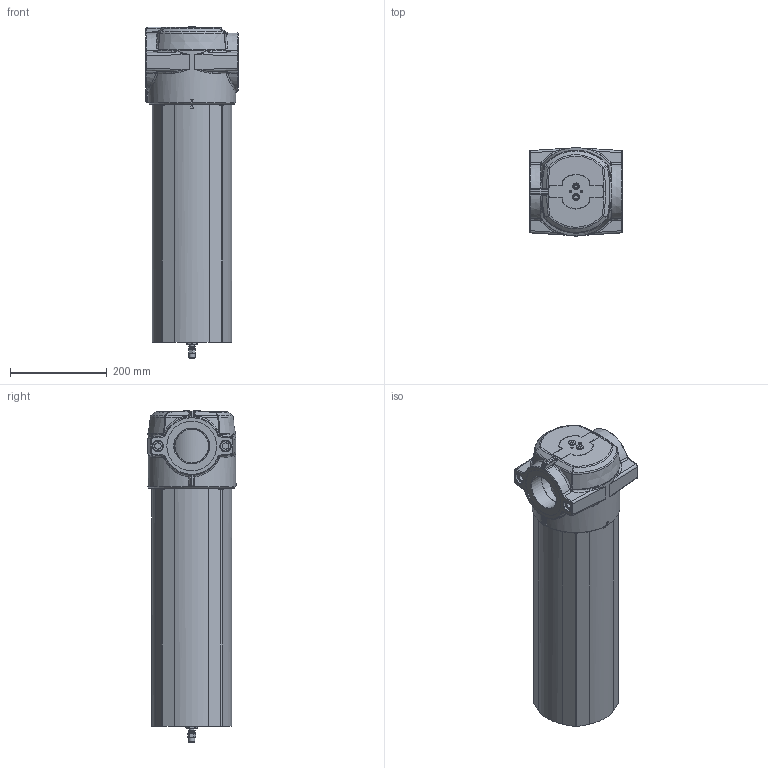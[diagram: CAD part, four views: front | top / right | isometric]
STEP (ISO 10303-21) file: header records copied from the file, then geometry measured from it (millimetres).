
FILE_DESCRIPTION(/* description */ (''),/* implementation_level */ '2;1');
FILE_NAME(/* name */ 'AAP050IGFX.stp',/* time_stamp */ '2017-06-06T16:57:11+05:00',/* author */ ('SS00480869'),/* organization */ (''),/* preprocessor_version */ 'ST-DEVELOPER v16.1',/* originating_system */ 'Autodesk Inventor 2016',/* authorisation */ '');
FILE_SCHEMA (('AUTOMOTIVE_DESIGN { 1 0 10303 214 3 1 1 }'));
Length unit declared in the file: inch
Products named in the file (1): AAP050IGFX
Bounding box: 192 x 183 x 686.81 mm (x, y, z)
Volume: 14467899.5 mm3; surface area: 502671.6 mm2
Topology: 1 solids, 12 shells, 827 faces, 1928 edges, 1114 vertices
Faces by surface type: bspline 317, cylinder 178, plane 171, cone 75, torus 51, sphere 35
Full cylindrical faces by diameter (mm): 3 x2, 4.459 x2, 8.5 x1, 8.9 x1, 9 x2, 9.4 x1, 11 x1, 11.5 x1, 13 x5, 14 x5, 18.4 x1, 18.631 x1, 21.5 x1, 72.226 x2, 103 x2, 152.4 x1, 165 x1, 170 x1, 182 x1
Entity records: 32408 total; most frequent: CARTESIAN_POINT 15277, ORIENTED_EDGE 3582, DIRECTION 2924, EDGE_CURVE 1790, AXIS2_PLACEMENT_3D 1273, VERTEX_POINT 1089, EDGE_LOOP 935, FACE_OUTER_BOUND 827
